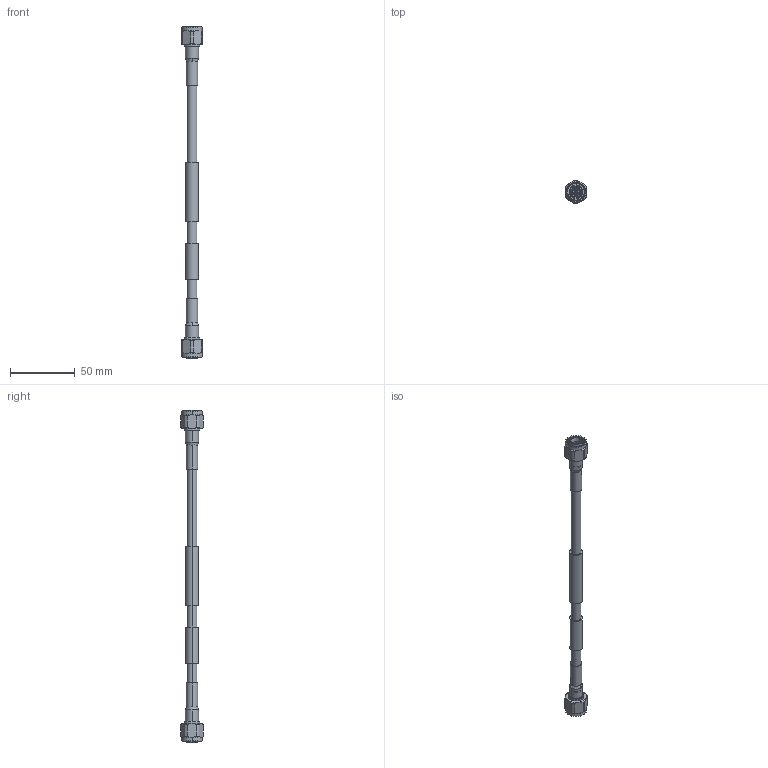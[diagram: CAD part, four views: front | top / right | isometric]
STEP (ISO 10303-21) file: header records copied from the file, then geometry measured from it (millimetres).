
FILE_DESCRIPTION (( 'STEP AP214' ), '1' );
FILE_NAME ('FMCA2267.step', '2021-02-09T19:11:01', ( '' ), ( '' ), 'SwSTEP 2.0', 'SolidWorks 2018', '' );
FILE_SCHEMA (( 'AUTOMOTIVE_DESIGN' ));
Length unit declared in the file: inch
Products named in the file (4): FM-1/4SFHC^FMCA2267; Heat Shrink^FMCA2267; FMCA2267; FMCN1713^FMCA2267
Assembly tree (5 placements, depth 2):
  FMCA2267
    FM-1/4SFHC^FMCA2267
    Heat Shrink^FMCA2267  x2
    FMCN1713^FMCA2267  x2
Bounding box: 16 x 17.49 x 256.25 mm (x, y, z)
Volume: 18801.9 mm3; surface area: 12049.8 mm2
Topology: 5 solids, 5 shells, 238 faces, 546 edges, 344 vertices
Faces by surface type: cylinder 114, plane 54, cone 32, torus 28, bspline 10
Entity records: 5127 total; most frequent: CARTESIAN_POINT 2128, DIRECTION 629, ORIENTED_EDGE 576, EDGE_CURVE 288, AXIS2_PLACEMENT_3D 271, VERTEX_POINT 182, EDGE_LOOP 144, CIRCLE 141
